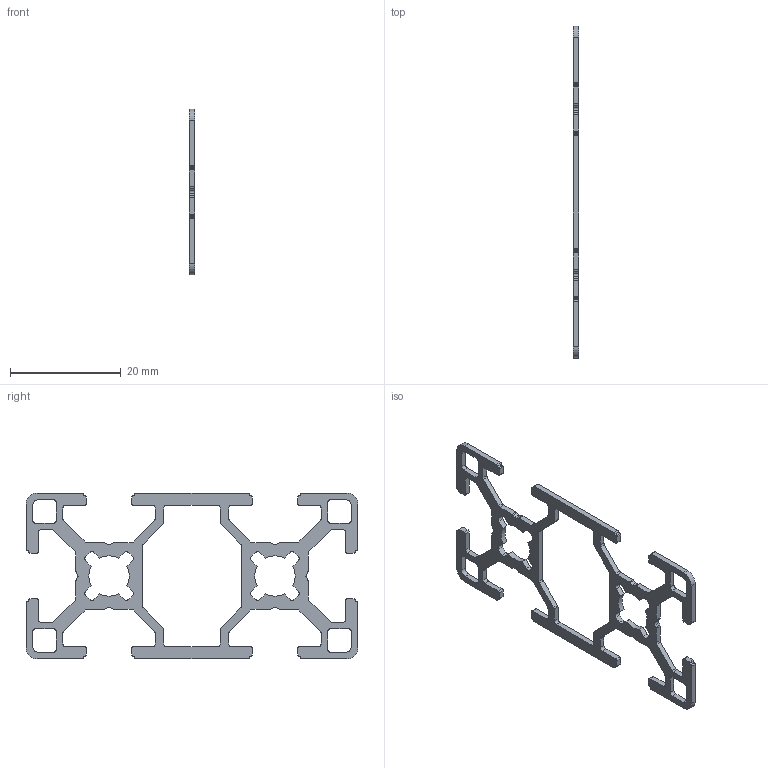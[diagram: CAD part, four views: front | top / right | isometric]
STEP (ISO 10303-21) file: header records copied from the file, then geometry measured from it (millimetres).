
FILE_DESCRIPTION(/* description */ ('BSB Aluminum Profile 30x60N-O'),/* implementation_level */ '2;1');
FILE_NAME(/* name */ '1007512.ipt.stp',/* time_stamp */ '2020-04-01T16:45:42+02:00',/* author */ ('Dv/dE'),/* organization */ (''),/* preprocessor_version */ 'ST-DEVELOPER v16.5',/* originating_system */ 'Autodesk Inventor 2017',/* authorisation */ '');
FILE_SCHEMA (('AUTOMOTIVE_DESIGN { 1 0 10303 214 3 1 1 }'));
Length unit declared in the file: millimetre
Products named in the file (1): 1007512
Bounding box: 1 x 60 x 30 mm (x, y, z)
Volume: 541.8 mm3; surface area: 1649 mm2
Topology: 1 solids, 1 shells, 318 faces, 948 edges, 632 vertices
Faces by surface type: cylinder 166, plane 152
Entity records: 10842 total; most frequent: DIRECTION 1918, CARTESIAN_POINT 1899, ORIENTED_EDGE 1896, EDGE_CURVE 948, AXIS2_PLACEMENT_3D 651, VERTEX_POINT 632, LINE 616, VECTOR 616
